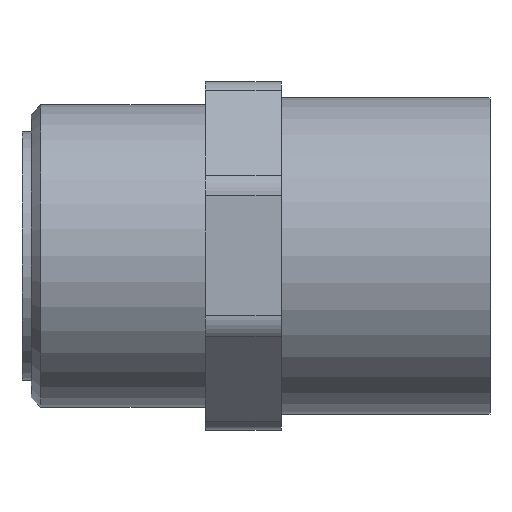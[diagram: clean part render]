
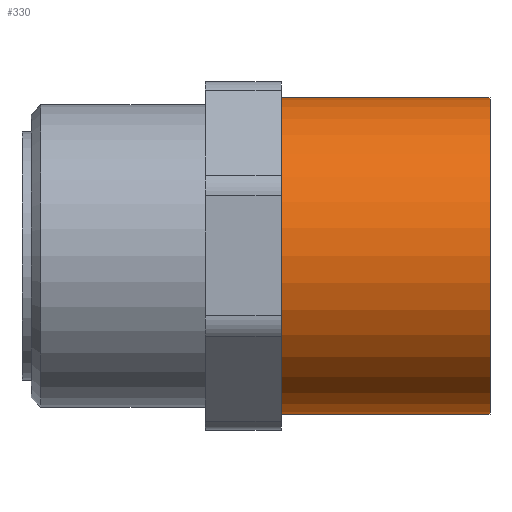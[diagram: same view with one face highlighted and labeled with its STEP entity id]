
A CAD part, top view. The second image highlights one B-rep face of the part: STEP entity #330.
In plain terms, the highlighted cylindrical face has radius 25 mm (diameter 50 mm), a partial arc.
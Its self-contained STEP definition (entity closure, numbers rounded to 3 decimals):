
#190 = EDGE_CURVE( '', #332, #218, #523, .T. );
#218 = VERTEX_POINT( '', #552 );
#236 = EDGE_CURVE( '', #332, #370, #572, .T. );
#314 = EDGE_CURVE( '', #472, #218, #657, .T. );
#330 = ADVANCED_FACE( '', ( #676 ), #677, .T. );
#332 = VERTEX_POINT( '', #679 );
#370 = VERTEX_POINT( '', #722 );
#426 = EDGE_CURVE( '', #370, #472, #785, .T. );
#472 = VERTEX_POINT( '', #834 );
#523 = CIRCLE( '', #885, 25. );
#552 = CARTESIAN_POINT( '', ( -33., 25., 0. ) );
#572 = LINE( '', #952, #953 );
#657 = LINE( '', #1069, #1070 );
#676 = FACE_OUTER_BOUND( '', #1092, .T. );
#677 = CYLINDRICAL_SURFACE( '', #1093, 25. );
#679 = CARTESIAN_POINT( '', ( -33., -25., 0. ) );
#722 = CARTESIAN_POINT( '', ( 0., -25., 0. ) );
#785 = CIRCLE( '', #1234, 25. );
#834 = CARTESIAN_POINT( '', ( 0., 25., 0. ) );
#885 = AXIS2_PLACEMENT_3D( '', #1353, #1354, #1355 );
#952 = CARTESIAN_POINT( '', ( -16.5, -25., 0. ) );
#953 = VECTOR( '', #1401, 1. );
#1069 = CARTESIAN_POINT( '', ( -16.5, 25., 0. ) );
#1070 = VECTOR( '', #1488, 1. );
#1092 = EDGE_LOOP( '', ( #1510, #1511, #1512, #1513 ) );
#1093 = AXIS2_PLACEMENT_3D( '', #1514, #1515, #1516 );
#1234 = AXIS2_PLACEMENT_3D( '', #1673, #1674, #1675 );
#1353 = CARTESIAN_POINT( '', ( -33., 0., 0. ) );
#1354 = DIRECTION( '', ( -1., 0., 0. ) );
#1355 = DIRECTION( '', ( 0., 1., 0. ) );
#1401 = DIRECTION( '', ( 1., 0., 0. ) );
#1488 = DIRECTION( '', ( -1., 0., 0. ) );
#1510 = ORIENTED_EDGE( '', *, *, #314, .T. );
#1511 = ORIENTED_EDGE( '', *, *, #190, .F. );
#1512 = ORIENTED_EDGE( '', *, *, #236, .T. );
#1513 = ORIENTED_EDGE( '', *, *, #426, .T. );
#1514 = CARTESIAN_POINT( '', ( -16.5, 0., 0. ) );
#1515 = DIRECTION( '', ( 1., 0., 0. ) );
#1516 = DIRECTION( '', ( 0., 1., 0. ) );
#1673 = CARTESIAN_POINT( '', ( 0., 0., 0. ) );
#1674 = DIRECTION( '', ( -1., 0., 0. ) );
#1675 = DIRECTION( '', ( 0., 1., 0. ) );
